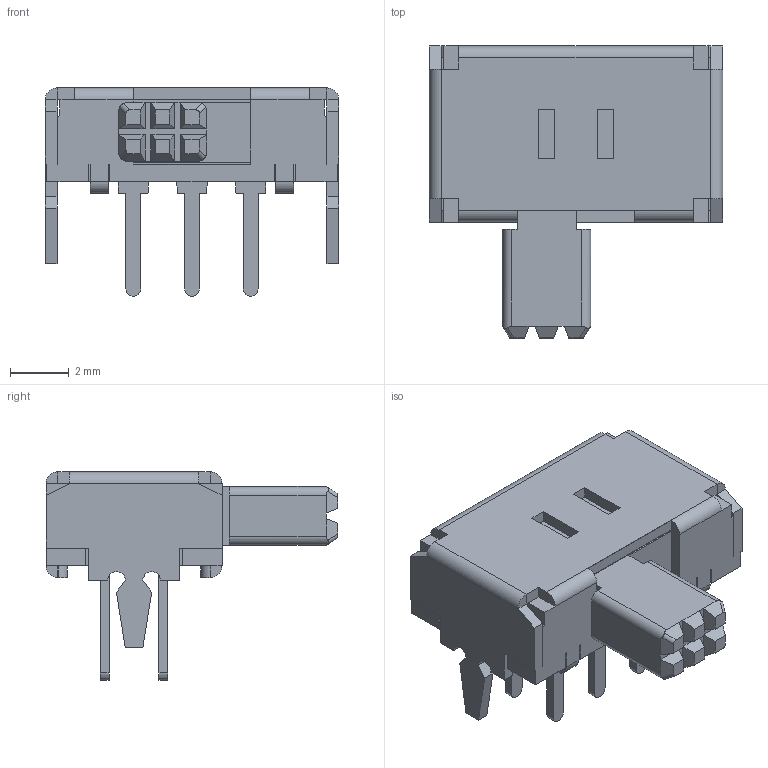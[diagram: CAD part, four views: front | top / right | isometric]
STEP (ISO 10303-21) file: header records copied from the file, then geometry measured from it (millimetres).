
FILE_DESCRIPTION(/* description */ (''),/* implementation_level */ '2;1');
FILE_NAME(/* name */ 'EG2211.stp',/* time_stamp */ '2023-05-16T08:42:51-05:00',/* author */ ('mwilliams'),/* organization */ (''),/* preprocessor_version */ 'ST-DEVELOPER v18',/* originating_system */ 'Autodesk Inventor 2020',/* authorisation */ '');
FILE_SCHEMA (('AUTOMOTIVE_DESIGN { 1 0 10303 214 3 1 1 }'));
Length unit declared in the file: millimetre
Products named in the file (1): EG2211
Bounding box: 10 x 9.95 x 7.1 mm (x, y, z)
Volume: 210.9 mm3; surface area: 420.8 mm2
Topology: 1 solids, 1 shells, 293 faces, 807 edges, 510 vertices
Faces by surface type: plane 254, cylinder 39
Entity records: 9505 total; most frequent: CARTESIAN_POINT 1647, ORIENTED_EDGE 1614, DIRECTION 1479, EDGE_CURVE 807, LINE 715, VECTOR 715, VERTEX_POINT 510, AXIS2_PLACEMENT_3D 382
